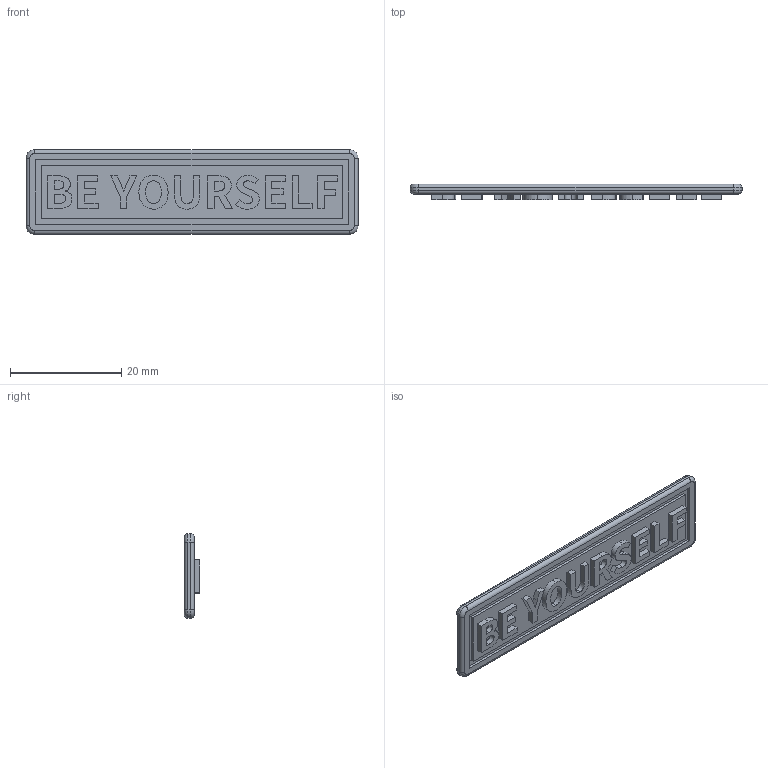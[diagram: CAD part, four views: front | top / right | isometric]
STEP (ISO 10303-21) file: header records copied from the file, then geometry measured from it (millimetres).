
FILE_DESCRIPTION(/* description */ ('STEP AP242','CAx-IF Rec.Pracs.---Representation and Presentation of Product Manufacturing Information (PMI)---4.0---2014-10-13','CAx-IF Rec.Pracs.---3D Tessellated Geometry---0.4---2014-09-14','2;1'),/* implementation_level */ '2;1');
FILE_NAME(/* name */ '66a90a5017ca25772f72ed96',/* time_stamp */ '2024-07-30T15:44:16Z',/* author */ (''),/* organization */ (''),/* preprocessor_version */ 'ST-DEVELOPER v20',/* originating_system */ ' ',/* authorisation */ ' ');
FILE_SCHEMA (('AP242_MANAGED_MODEL_BASED_3D_ENGINEERING_MIM_LF { 1 0 10303 442 1 1 4 }'));
Length unit declared in the file: metre
Products named in the file (3): Part 3; Part 2; Part 1
Bounding box: 59.69 x 2.79 x 15.24 mm (x, y, z)
Volume: 1656.4 mm3; surface area: 3065 mm2
Topology: 3 solids, 3 shells, 179 faces, 461 edges, 302 vertices
Faces by surface type: plane 121, bspline 38, cylinder 12, torus 8
Entity records: 5649 total; most frequent: CARTESIAN_POINT 1439, ORIENTED_EDGE 922, DIRECTION 705, EDGE_CURVE 461, LINE 353, VECTOR 353, VERTEX_POINT 302, EDGE_LOOP 197
